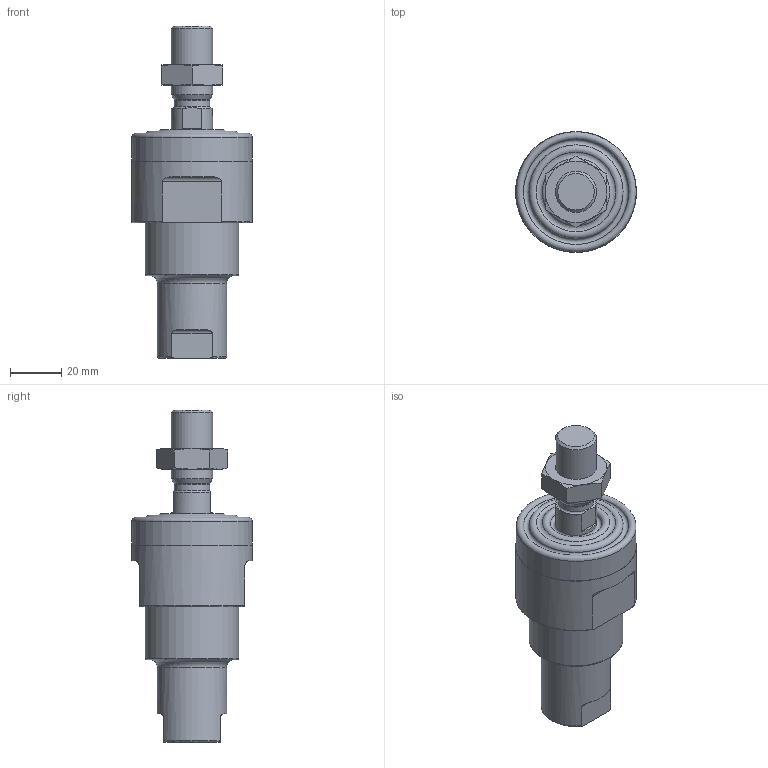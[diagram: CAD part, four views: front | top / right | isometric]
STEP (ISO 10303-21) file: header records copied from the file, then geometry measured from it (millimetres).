
FILE_DESCRIPTION(/* description */ ('STEP AP214'),/* implementation_level */ '2;1');
FILE_NAME(/* name */ '2490673_CRFK-M16X15',/* time_stamp */ '2024-08-06T14:31:29+02:00',/* author */ ('License CC BY-ND 4.0'),/* organization */ ('CADENAS'),/* preprocessor_version */ 'ST-DEVELOPER v19.3',/* originating_system */ 'PARTsolutions',/* authorisation */ ' ');
FILE_SCHEMA (('AUTOMOTIVE_DESIGN {1 0 10303 214 3 1 1}'));
Length unit declared in the file: millimetre
Products named in the file (3): 2490673 CRFK-M16x1,5; 2490673 CRFK-M16x1,5---(part); DIN-439-B - M16x1.5(F)
Assembly tree (2 placements, depth 2):
  2490673 CRFK-M16x1,5
    2490673 CRFK-M16x1,5---(part)
    DIN-439-B - M16x1.5(F)
Bounding box: 47 x 47 x 129 mm (x, y, z)
Volume: 102214.4 mm3; surface area: 19092.3 mm2
Topology: 2 solids, 2 shells, 62 faces, 145 edges, 90 vertices
Faces by surface type: plane 27, torus 14, cylinder 13, cone 8
Full cylindrical faces by diameter (mm): 13.7 x1, 14.376 x2, 16 x2, 27 x1, 36.5 x1, 46.7 x1, 47 x1
Entity records: 2085 total; most frequent: CARTESIAN_POINT 412, DIRECTION 260, ORIENTED_EDGE 226, EDGE_CURVE 113, AXIS2_PLACEMENT_3D 112, FACE_BOUND 95, EDGE_LOOP 94, VERTEX_POINT 86
